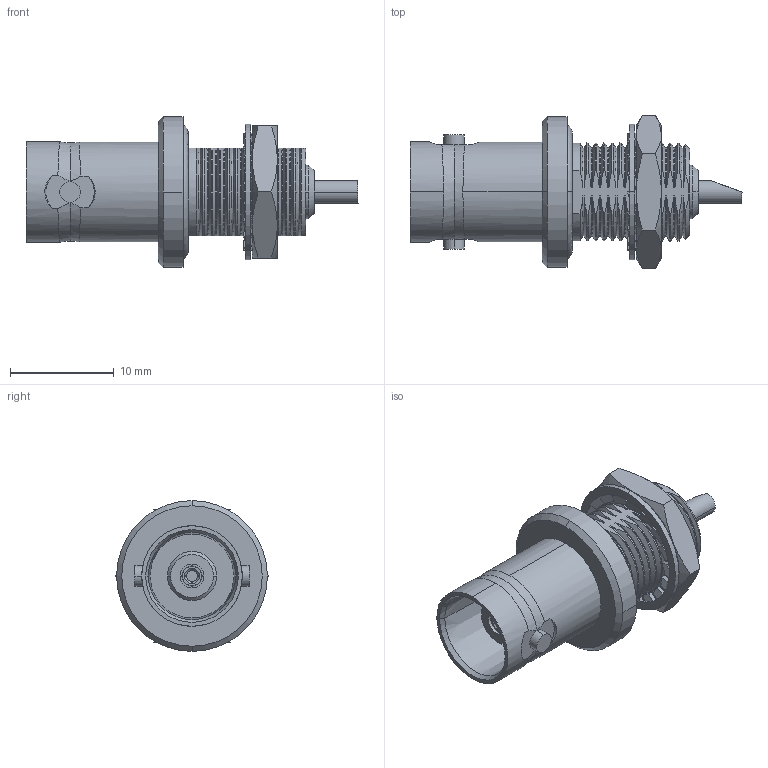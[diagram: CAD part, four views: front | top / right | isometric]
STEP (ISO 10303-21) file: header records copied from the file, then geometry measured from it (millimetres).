
FILE_DESCRIPTION (( 'STEP AP203' ), '1' );
FILE_NAME ('R141.605.000.STEP', '2009-08-06T07:41:02', ( 'RADIALL' ), ( 'RADIALL' ), 'SwSTEP 2.0', 'SolidWorks 2008', '' );
FILE_SCHEMA (( 'CONFIG_CONTROL_DESIGN' ));
Length unit declared in the file: millimetre
Products named in the file (1): R141.605.000
Bounding box: 31.93 x 14.66 x 14.5 mm (x, y, z)
Volume: 1942.6 mm3; surface area: 2096.3 mm2
Topology: 2 solids, 2 shells, 380 faces, 1052 edges, 693 vertices
Faces by surface type: cylinder 148, plane 119, cone 101, bspline 8, torus 4
Entity records: 13235 total; most frequent: CARTESIAN_POINT 3935, ORIENTED_EDGE 2104, DIRECTION 1790, EDGE_CURVE 1052, AXIS2_PLACEMENT_3D 713, VERTEX_POINT 693, EDGE_LOOP 399, FACE_OUTER_BOUND 380
